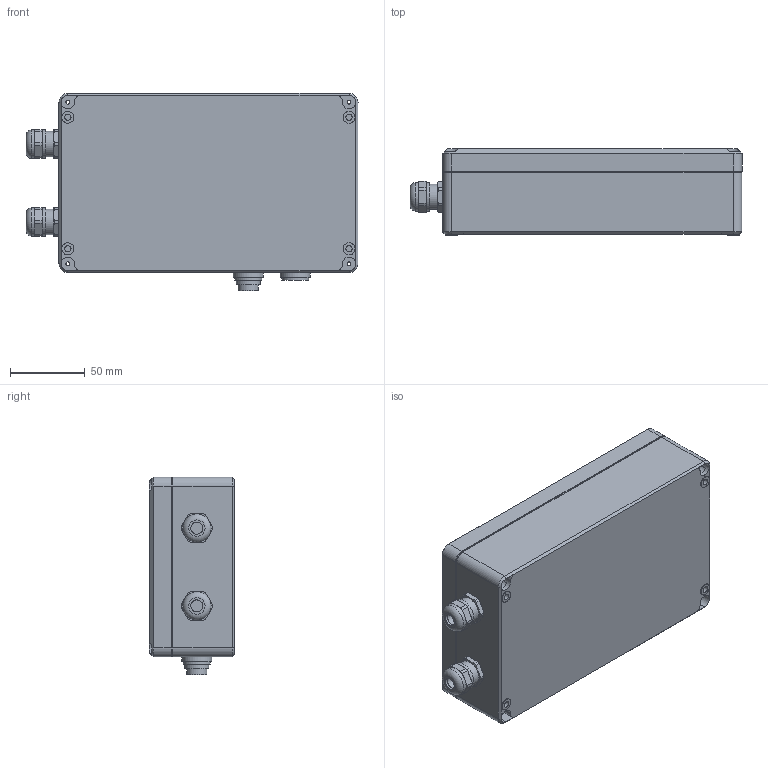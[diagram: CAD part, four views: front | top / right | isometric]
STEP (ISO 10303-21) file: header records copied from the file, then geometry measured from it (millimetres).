
FILE_DESCRIPTION(/* description */ (''),/* implementation_level */ '2;1');
FILE_NAME(/* name */ 'OV98A084.stp',/* time_stamp */ '2016-10-10T13:45:22+02:00',/* author */ ('mitarbeiter'),/* organization */ (''),/* preprocessor_version */ 'ST-DEVELOPER v15.2',/* originating_system */ 'Autodesk Inventor 2014',/* authorisation */ '');
FILE_SCHEMA (('AUTOMOTIVE_DESIGN { 1 0 10303 214 3 1 1 }'));
Length unit declared in the file: millimetre
Products named in the file (11): BM-40-00028_1; BM-40-00028_2; BM-40-00028; HV-70-00009_28mm; HP-30-00001; BE-50-00013; BE-50-00014; PG9-Verschraubung-1_cable-gland-184_0908-boxco; PG9-Verschraubung-2_top-cable-gland-wazu-19-grey-boxco; PG9-Verschraubung_cable-gland-184_0908-boxco; OV98A084
Bounding box: 222 x 57.5 x 132 mm (x, y, z)
Volume: 267166.7 mm3; surface area: 214605.3 mm2
Topology: 9 solids, 11 shells, 964 faces, 2447 edges, 1601 vertices
Faces by surface type: plane 542, cylinder 356, cone 48, torus 18
Full cylindrical faces by diameter (mm): 2.4 x30, 2.6 x4, 3 x2, 4.2 x4, 4.5 x4, 6 x28, 8 x6, 8.08 x2, 8.16 x2, 10 x5, 13.6 x1, 14 x2, 15.2 x10, 15.809 x2, 16 x1, 16.964 x4, 17 x1, 18 x6, 19 x4, 20 x4
Entity records: 26041 total; most frequent: DIRECTION 4632, CARTESIAN_POINT 4469, ORIENTED_EDGE 4170, EDGE_CURVE 2085, AXIS2_PLACEMENT_3D 1666, VERTEX_POINT 1449, LINE 1300, VECTOR 1300
